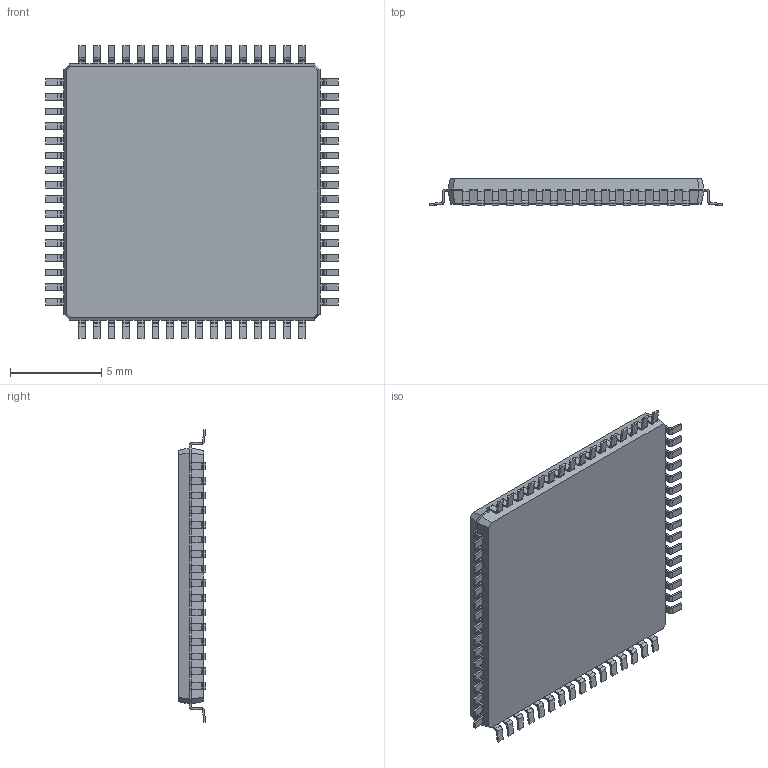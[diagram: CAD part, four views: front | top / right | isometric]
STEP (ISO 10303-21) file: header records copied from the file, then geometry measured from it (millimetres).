
FILE_DESCRIPTION (( 'STEP AP214' ), '1' );
FILE_NAME ('User Library-TQFP 64 14x14mm 0.8mm pitch.STEP', '2020-06-13T23:01:20', ( '' ), ( '' ), 'SwSTEP 2.0', 'SolidWorks 2019', '' );
FILE_SCHEMA (( 'AUTOMOTIVE_DESIGN' ));
Length unit declared in the file: millimetre
Products named in the file (1): User Library-TQFP 64 14x14mm 0.8mm pitch
Bounding box: 16 x 1.5 x 16 mm (x, y, z)
Volume: 273.1 mm3; surface area: 553.9 mm2
Topology: 1 solids, 1 shells, 1008 faces, 2713 edges, 1718 vertices
Faces by surface type: plane 725, cylinder 258, bspline 25
Entity records: 43609 total; most frequent: CARTESIAN_POINT 7065, ORIENTED_EDGE 5426, DIRECTION 5147, EDGE_CURVE 2713, VECTOR 2147, LINE 2147, VERTEX_POINT 1718, AXIS2_PLACEMENT_3D 1500
